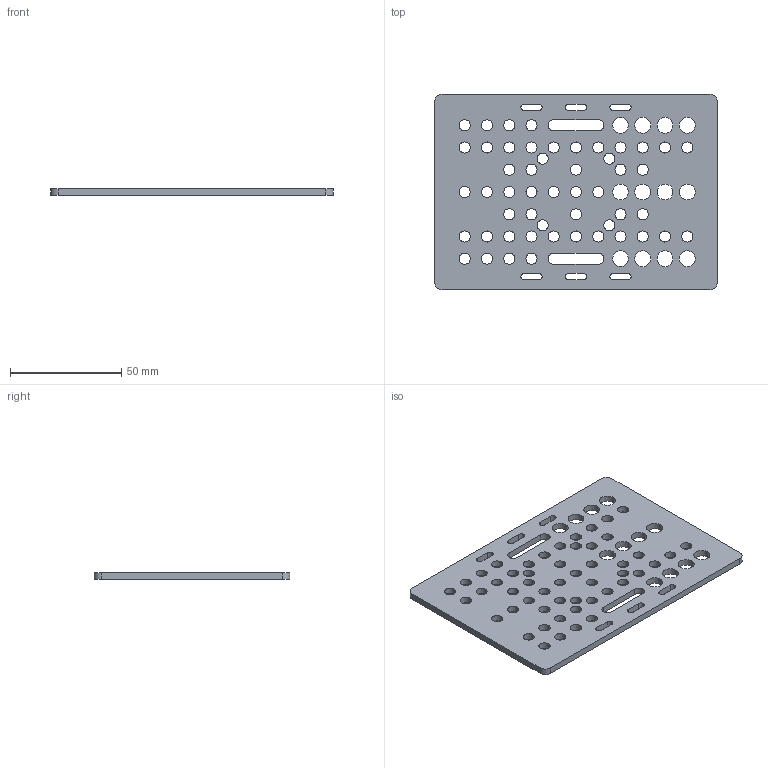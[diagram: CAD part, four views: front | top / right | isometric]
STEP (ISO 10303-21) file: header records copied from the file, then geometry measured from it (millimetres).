
FILE_DESCRIPTION (( 'STEP AP214' ), '1' );
FILE_NAME ('V-Slot Universal Plate.step', '2015-01-21T14:43:58', ( 'Mark' ), ( '' ), 'SwSTEP 2.0', 'SolidWorks 2013', '' );
FILE_SCHEMA (( 'AUTOMOTIVE_DESIGN' ));
Length unit declared in the file: millimetre
Products named in the file (1): V-Slot Universal Plate
Bounding box: 127 x 88 x 3 mm (x, y, z)
Volume: 27857.3 mm3; surface area: 23793 mm2
Topology: 1 solids, 1 shells, 176 faces, 522 edges, 348 vertices
Faces by surface type: cylinder 154, plane 22
Entity records: 8328 total; most frequent: DIRECTION 1184, CARTESIAN_POINT 1047, ORIENTED_EDGE 1044, EDGE_CURVE 522, AXIS2_PLACEMENT_3D 485, VERTEX_POINT 348, EDGE_LOOP 318, CIRCLE 308
